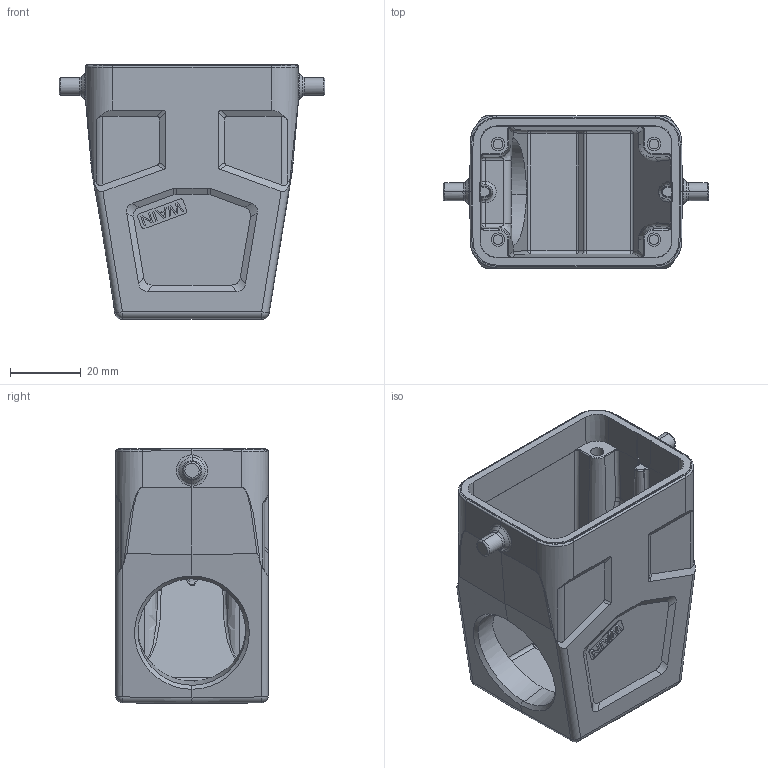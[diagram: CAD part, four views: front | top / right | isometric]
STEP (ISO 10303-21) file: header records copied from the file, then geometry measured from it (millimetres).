
FILE_DESCRIPTION((''),'2;1');
FILE_NAME('3D_1121065105005_W6B-MSEH-2B-M2','2021-06-02T',('dn.ye'),(''),'PRO/ENGINEER BY PARAMETRIC TECHNOLOGY CORPORATION, 2012480','PRO/ENGINEER BY PARAMETRIC TECHNOLOGY CORPORATION, 2012480','');
FILE_SCHEMA(('AUTOMOTIVE_DESIGN { 1 0 10303 214 1 1 1 1 }'));
Length unit declared in the file: millimetre
Products named in the file (1): 3D_1121065105005_W6B-MSEH-2B-M2
Bounding box: 75 x 43 x 72 mm (x, y, z)
Volume: 53980.7 mm3; surface area: 27721.7 mm2
Topology: 1 solids, 1 shells, 434 faces, 1124 edges, 697 vertices
Faces by surface type: plane 190, cylinder 139, bspline 37, torus 21, extrusion 20, sphere 16, cone 11
Entity records: 16917 total; most frequent: CARTESIAN_POINT 6735, ORIENTED_EDGE 2216, DIRECTION 1857, EDGE_CURVE 1108, VERTEX_POINT 697, VECTOR 645, LINE 625, AXIS2_PLACEMENT_3D 606
